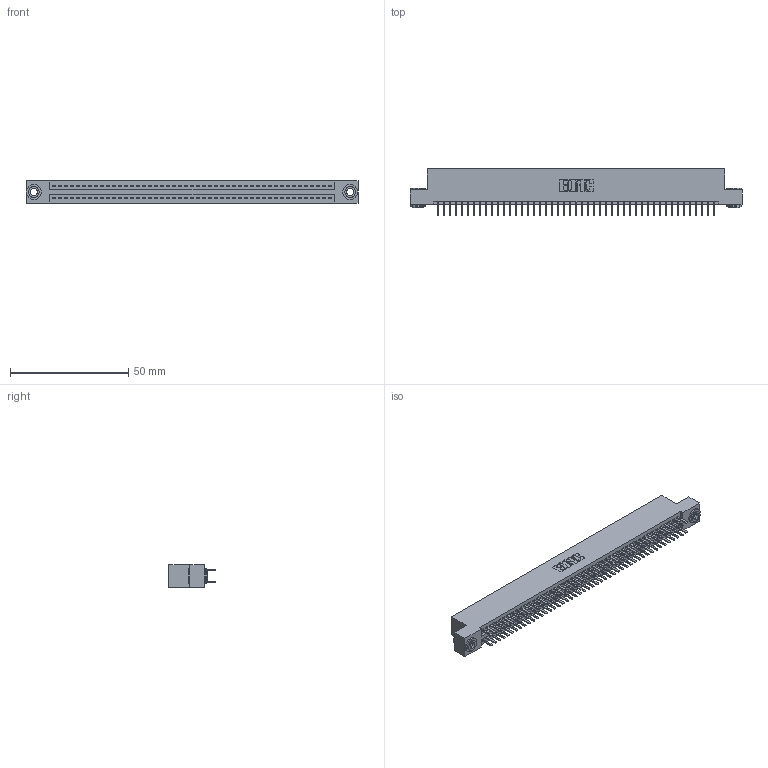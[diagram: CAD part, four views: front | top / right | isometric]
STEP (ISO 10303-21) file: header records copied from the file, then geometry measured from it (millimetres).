
FILE_DESCRIPTION (( 'STEP AP203' ), '1' );
FILE_NAME ('395-094-520-203.STEP', '2019-10-25T21:01:53', ( '' ), ( '' ), 'SwSTEP 2.0', 'SolidWorks 2016', '' );
FILE_SCHEMA (( 'CONFIG_CONTROL_DESIGN' ));
Length unit declared in the file: inch
Products named in the file (4): 345 Part_Flush Mounting Lugs - 0.156 Dia-TH; 345-292-001_345-293-120; 345-250-002_345-250-002-102; 395-094-520-203
Assembly tree (97 placements, depth 2):
  395-094-520-203
    345 Part_Flush Mounting Lugs - 0.156 Dia-TH
    345-292-001_345-293-120  x94
    345-250-002_345-250-002-102  x2
Bounding box: 140.59 x 19.68 x 9.4 mm (x, y, z)
Volume: 13681.4 mm3; surface area: 20437.3 mm2
Topology: 97 solids, 97 shells, 5240 faces, 15175 edges, 9862 vertices
Faces by surface type: plane 3380, cylinder 1852, cone 8
Entity records: 36968 total; most frequent: CARTESIAN_POINT 6179, ORIENTED_EDGE 6094, DIRECTION 5461, EDGE_CURVE 3047, LINE 2699, VECTOR 2699, VERTEX_POINT 2026, AXIS2_PLACEMENT_3D 1381
